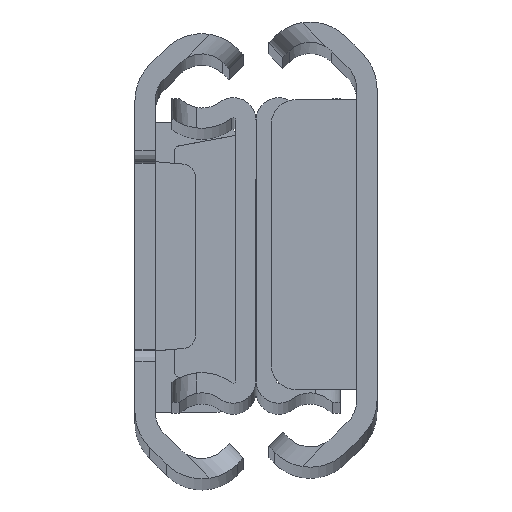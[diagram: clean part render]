
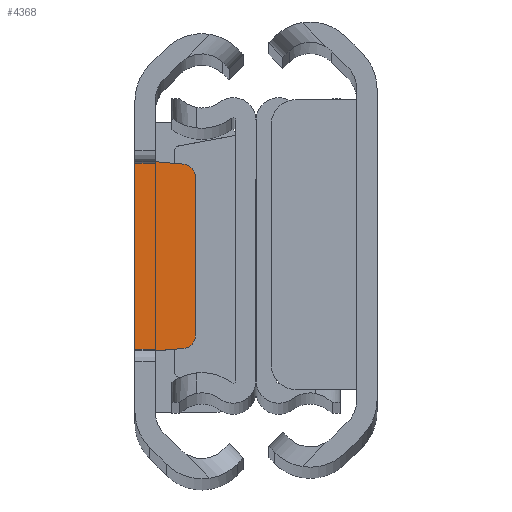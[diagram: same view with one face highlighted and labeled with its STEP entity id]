
A CAD part, top view. The second image highlights one B-rep face of the part: STEP entity #4368.
In plain terms, the highlighted planar face has unit normal (0, 0, 1).
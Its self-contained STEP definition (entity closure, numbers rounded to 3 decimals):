
#39 = VECTOR ( 'NONE', #2988, 1000. ) ;
#103 = CARTESIAN_POINT ( 'NONE',  ( 3.884, 7.307, -2.2 ) ) ;
#145 = CARTESIAN_POINT ( 'NONE',  ( 4.8, 7.23, -2.2 ) ) ;
#182 = CIRCLE ( 'NONE', #809, 1. ) ;
#192 = ORIENTED_EDGE ( 'NONE', *, *, #3423, .T. ) ;
#232 = DIRECTION ( 'NONE',  ( -1., 0., 0. ) ) ;
#259 = LINE ( 'NONE', #4254, #2840 ) ;
#301 = VERTEX_POINT ( 'NONE', #1619 ) ;
#507 = DIRECTION ( 'NONE',  ( 0., -1., 0. ) ) ;
#533 = LINE ( 'NONE', #145, #2928 ) ;
#638 = ORIENTED_EDGE ( 'NONE', *, *, #3339, .T. ) ;
#659 = EDGE_CURVE ( 'NONE', #2970, #4250, #3439, .T. ) ;
#677 = CARTESIAN_POINT ( 'NONE',  ( 3.884, -7.307, -2.2 ) ) ;
#696 = DIRECTION ( 'NONE',  ( 0., 0., 1. ) ) ;
#765 = DIRECTION ( 'NONE',  ( 0., 1., 0. ) ) ;
#809 = AXIS2_PLACEMENT_3D ( 'NONE', #1563, #2657, #507 ) ;
#860 = VERTEX_POINT ( 'NONE', #1467 ) ;
#900 = VERTEX_POINT ( 'NONE', #2987 ) ;
#928 = CARTESIAN_POINT ( 'NONE',  ( 8.601, 7.5, -2.2 ) ) ;
#941 = CARTESIAN_POINT ( 'NONE',  ( 3.8, -6.311, -2.2 ) ) ;
#1128 = CARTESIAN_POINT ( 'NONE',  ( 1.6, -7.5, -2.2 ) ) ;
#1195 = ORIENTED_EDGE ( 'NONE', *, *, #659, .T. ) ;
#1216 = CARTESIAN_POINT ( 'NONE',  ( 0., 7.5, -2.2 ) ) ;
#1243 = VECTOR ( 'NONE', #2913, 1000. ) ;
#1273 = CARTESIAN_POINT ( 'NONE',  ( 4.8, -7.23, -2.2 ) ) ;
#1312 = VERTEX_POINT ( 'NONE', #1128 ) ;
#1467 = CARTESIAN_POINT ( 'NONE',  ( 0., 7.5, -2.2 ) ) ;
#1549 = AXIS2_PLACEMENT_3D ( 'NONE', #941, #3128, #4186 ) ;
#1563 = CARTESIAN_POINT ( 'NONE',  ( 3.8, 6.311, -2.2 ) ) ;
#1594 = DIRECTION ( 'NONE',  ( 0., 1., 0. ) ) ;
#1619 = CARTESIAN_POINT ( 'NONE',  ( 4.8, 6.311, -2.2 ) ) ;
#1671 = DIRECTION ( 'NONE',  ( -1., 0., 0. ) ) ;
#1673 = EDGE_CURVE ( 'NONE', #1312, #2576, #259, .T. ) ;
#1724 = AXIS2_PLACEMENT_3D ( 'NONE', #2083, #696, #2189 ) ;
#1746 = CARTESIAN_POINT ( 'NONE',  ( 1.6, 7.5, -2.2 ) ) ;
#1810 = EDGE_CURVE ( 'NONE', #2884, #900, #2487, .T. ) ;
#1889 = EDGE_LOOP ( 'NONE', ( #638, #1195, #3886, #192, #2839, #3241, #3081, #2815 ) ) ;
#1972 = LINE ( 'NONE', #1273, #39 ) ;
#2019 = VECTOR ( 'NONE', #1671, 1000. ) ;
#2083 = CARTESIAN_POINT ( 'NONE',  ( 8.601, 7.5, -2.2 ) ) ;
#2189 = DIRECTION ( 'NONE',  ( 0., -1., 0. ) ) ;
#2222 = EDGE_CURVE ( 'NONE', #900, #860, #4198, .T. ) ;
#2296 = LINE ( 'NONE', #1216, #4090 ) ;
#2457 = EDGE_CURVE ( 'NONE', #4250, #301, #533, .T. ) ;
#2487 = LINE ( 'NONE', #1746, #1243 ) ;
#2532 = FACE_OUTER_BOUND ( 'NONE', #1889, .T. ) ;
#2576 = VERTEX_POINT ( 'NONE', #4238 ) ;
#2657 = DIRECTION ( 'NONE',  ( 0., 0., 1. ) ) ;
#2815 = ORIENTED_EDGE ( 'NONE', *, *, #1673, .F. ) ;
#2839 = ORIENTED_EDGE ( 'NONE', *, *, #1810, .T. ) ;
#2840 = VECTOR ( 'NONE', #232, 1000. ) ;
#2884 = VERTEX_POINT ( 'NONE', #103 ) ;
#2913 = DIRECTION ( 'NONE',  ( -0.996, 0.084, 0. ) ) ;
#2928 = VECTOR ( 'NONE', #1594, 1000. ) ;
#2970 = VERTEX_POINT ( 'NONE', #677 ) ;
#2987 = CARTESIAN_POINT ( 'NONE',  ( 1.6, 7.5, -2.2 ) ) ;
#2988 = DIRECTION ( 'NONE',  ( 0.996, 0.084, 0. ) ) ;
#3081 = ORIENTED_EDGE ( 'NONE', *, *, #3644, .F. ) ;
#3128 = DIRECTION ( 'NONE',  ( 0., 0., 1. ) ) ;
#3241 = ORIENTED_EDGE ( 'NONE', *, *, #2222, .T. ) ;
#3339 = EDGE_CURVE ( 'NONE', #1312, #2970, #1972, .T. ) ;
#3423 = EDGE_CURVE ( 'NONE', #301, #2884, #182, .T. ) ;
#3439 = CIRCLE ( 'NONE', #1549, 1. ) ;
#3644 = EDGE_CURVE ( 'NONE', #2576, #860, #2296, .T. ) ;
#3886 = ORIENTED_EDGE ( 'NONE', *, *, #2457, .T. ) ;
#3996 = PLANE ( 'NONE',  #1724 ) ;
#4090 = VECTOR ( 'NONE', #765, 1000. ) ;
#4186 = DIRECTION ( 'NONE',  ( 0., -1., 0. ) ) ;
#4198 = LINE ( 'NONE', #928, #2019 ) ;
#4230 = CARTESIAN_POINT ( 'NONE',  ( 4.8, -6.311, -2.2 ) ) ;
#4238 = CARTESIAN_POINT ( 'NONE',  ( 0., -7.5, -2.2 ) ) ;
#4250 = VERTEX_POINT ( 'NONE', #4230 ) ;
#4254 = CARTESIAN_POINT ( 'NONE',  ( 8.601, -7.5, -2.2 ) ) ;
#4368 = ADVANCED_FACE ( 'NONE', ( #2532 ), #3996, .T. ) ;
